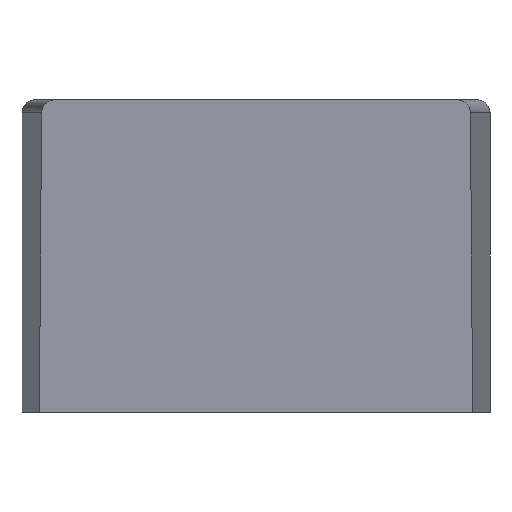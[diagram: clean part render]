
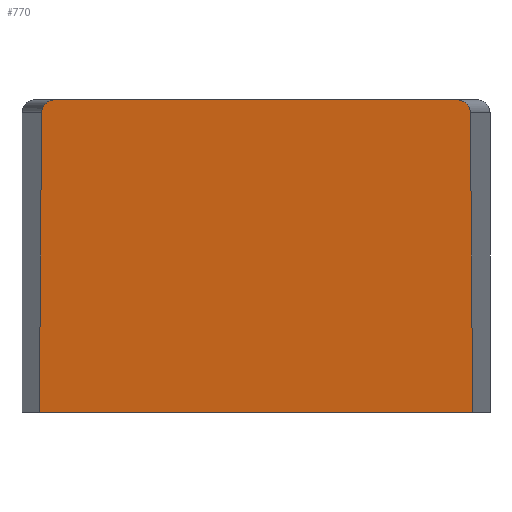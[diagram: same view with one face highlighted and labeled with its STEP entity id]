
A CAD part, front view. The second image highlights one B-rep face of the part: STEP entity #770.
In plain terms, the highlighted planar face has unit normal (0, -0.992, -0.124).
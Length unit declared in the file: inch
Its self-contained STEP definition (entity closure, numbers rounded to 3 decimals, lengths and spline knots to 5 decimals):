
#19=ELLIPSE('',#817,0.05048,0.05);
#20=ELLIPSE('',#832,0.05048,0.05);
#111=FACE_OUTER_BOUND('',#161,.T.);
#161=EDGE_LOOP('',(#696,#697,#698,#699,#700,#701));
#215=LINE('',#1249,#290);
#217=LINE('',#1252,#292);
#219=LINE('',#1258,#294);
#220=LINE('',#1260,#295);
#290=VECTOR('',#1024,0.3937);
#292=VECTOR('',#1028,0.3937);
#294=VECTOR('',#1034,0.3937);
#295=VECTOR('',#1037,0.3937);
#351=VERTEX_POINT('',#1201);
#352=VERTEX_POINT('',#1202);
#361=VERTEX_POINT('',#1228);
#362=VERTEX_POINT('',#1229);
#367=VERTEX_POINT('',#1248);
#369=VERTEX_POINT('',#1256);
#438=EDGE_CURVE('',#351,#352,#19,.T.);
#451=EDGE_CURVE('',#361,#362,#20,.T.);
#461=EDGE_CURVE('',#352,#367,#215,.T.);
#463=EDGE_CURVE('',#362,#351,#217,.T.);
#466=EDGE_CURVE('',#369,#361,#219,.T.);
#467=EDGE_CURVE('',#369,#367,#220,.T.);
#696=ORIENTED_EDGE('',*,*,#451,.F.);
#697=ORIENTED_EDGE('',*,*,#466,.F.);
#698=ORIENTED_EDGE('',*,*,#467,.T.);
#699=ORIENTED_EDGE('',*,*,#461,.F.);
#700=ORIENTED_EDGE('',*,*,#438,.F.);
#701=ORIENTED_EDGE('',*,*,#463,.F.);
#728=PLANE('',#858);
#770=ADVANCED_FACE('',(#111),#728,.F.);
#817=AXIS2_PLACEMENT_3D('',#1203,#970,#971);
#832=AXIS2_PLACEMENT_3D('',#1230,#1002,#1003);
#858=AXIS2_PLACEMENT_3D('',#1302,#1082,#1083);
#970=DIRECTION('center_axis',(0.,0.992,0.124));
#971=DIRECTION('ref_axis',(-0.429,-0.112,0.896));
#1002=DIRECTION('center_axis',(0.,0.992,0.124));
#1003=DIRECTION('ref_axis',(0.429,-0.112,0.896));
#1024=DIRECTION('',(0.007,0.124,-0.992));
#1028=DIRECTION('',(1.,0.,0.));
#1034=DIRECTION('',(0.007,-0.124,0.992));
#1037=DIRECTION('',(1.,0.,0.));
#1082=DIRECTION('center_axis',(0.,0.992,0.124));
#1083=DIRECTION('ref_axis',(0.,-0.124,0.992));
#1201=CARTESIAN_POINT('',(0.77368,-1.29644,0.));
#1202=CARTESIAN_POINT('',(0.82414,-1.29019,-0.05));
#1203=CARTESIAN_POINT('Origin',(0.77405,-1.29019,-0.05));
#1228=CARTESIAN_POINT('',(-0.82412,-1.29019,-0.05));
#1229=CARTESIAN_POINT('',(-0.77367,-1.29644,0.));
#1230=CARTESIAN_POINT('Origin',(-0.77403,-1.29019,-0.05));
#1248=CARTESIAN_POINT('',(0.8326,-1.14644,-1.2));
#1249=CARTESIAN_POINT('',(0.83003,-1.19013,-0.85043));
#1252=CARTESIAN_POINT('',(0.,-1.29644,0.));
#1256=CARTESIAN_POINT('',(-0.83258,-1.14644,-1.2));
#1258=CARTESIAN_POINT('',(-0.82942,-1.20015,-0.77031));
#1260=CARTESIAN_POINT('',(0.,-1.14644,-1.2));
#1302=CARTESIAN_POINT('Origin',(0.,-1.10305,-1.54707));
